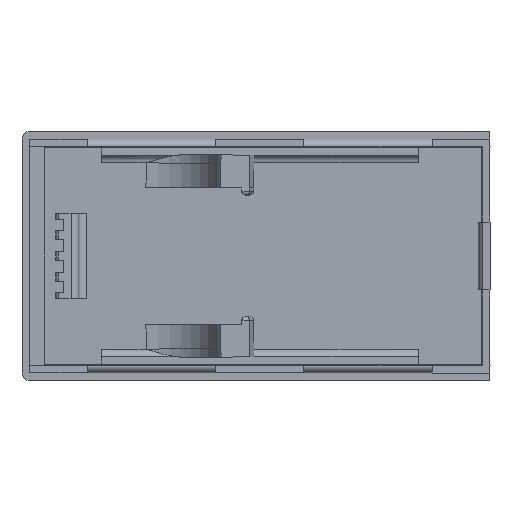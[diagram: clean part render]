
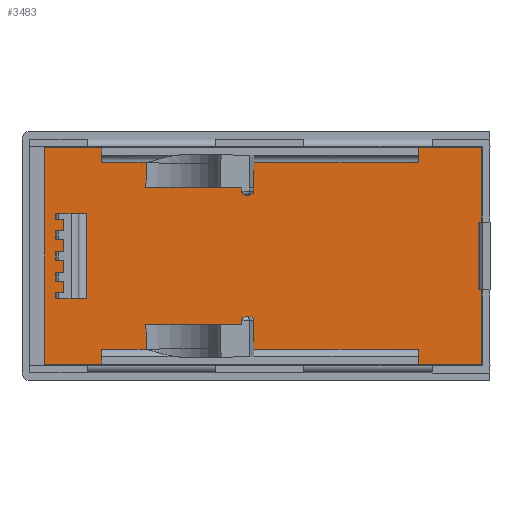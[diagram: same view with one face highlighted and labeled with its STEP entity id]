
A CAD part, front view. The second image highlights one B-rep face of the part: STEP entity #3483.
In plain terms, the highlighted planar face has unit normal (0, -1, 0).
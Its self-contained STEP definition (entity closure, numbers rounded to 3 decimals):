
#49=FACE_BOUND('',#507,.T.);
#159=PLANE('',#3738);
#320=FACE_OUTER_BOUND('',#506,.T.);
#506=EDGE_LOOP('',(#3013,#3014,#3015,#3016,#3017,#3018,#3019,#3020,#3021,
#3022,#3023,#3024,#3025,#3026,#3027,#3028,#3029,#3030,#3031,#3032));
#507=EDGE_LOOP('',(#3033,#3034,#3035,#3036));
#877=LINE('',#5473,#1306);
#900=LINE('',#5522,#1329);
#902=LINE('',#5532,#1331);
#904=LINE('',#5548,#1333);
#907=LINE('',#5562,#1336);
#908=LINE('',#5566,#1337);
#909=LINE('',#5568,#1338);
#910=LINE('',#5570,#1339);
#911=LINE('',#5572,#1340);
#912=LINE('',#5574,#1341);
#913=LINE('',#5575,#1342);
#914=LINE('',#5576,#1343);
#915=LINE('',#5578,#1344);
#916=LINE('',#5580,#1345);
#917=LINE('',#5582,#1346);
#918=LINE('',#5584,#1347);
#919=LINE('',#5586,#1348);
#920=LINE('',#5588,#1349);
#921=LINE('',#5589,#1350);
#922=LINE('',#5590,#1351);
#923=LINE('',#5593,#1352);
#924=LINE('',#5595,#1353);
#925=LINE('',#5597,#1354);
#926=LINE('',#5598,#1355);
#1306=VECTOR('',#4446,10.);
#1329=VECTOR('',#4483,10.);
#1331=VECTOR('',#4493,30.);
#1333=VECTOR('',#4503,30.);
#1336=VECTOR('',#4512,10.);
#1337=VECTOR('',#4517,10.);
#1338=VECTOR('',#4518,10.);
#1339=VECTOR('',#4519,10.);
#1340=VECTOR('',#4520,10.);
#1341=VECTOR('',#4521,10.);
#1342=VECTOR('',#4522,10.);
#1343=VECTOR('',#4523,10.);
#1344=VECTOR('',#4524,10.);
#1345=VECTOR('',#4525,10.);
#1346=VECTOR('',#4526,10.);
#1347=VECTOR('',#4527,10.);
#1348=VECTOR('',#4528,10.);
#1349=VECTOR('',#4529,10.);
#1350=VECTOR('',#4530,10.);
#1351=VECTOR('',#4531,10.);
#1352=VECTOR('',#4532,10.);
#1353=VECTOR('',#4533,10.);
#1354=VECTOR('',#4534,10.);
#1355=VECTOR('',#4535,10.);
#1712=VERTEX_POINT('',#5470);
#1713=VERTEX_POINT('',#5472);
#1731=VERTEX_POINT('',#5519);
#1732=VERTEX_POINT('',#5521);
#1733=VERTEX_POINT('',#5525);
#1736=VERTEX_POINT('',#5530);
#1738=VERTEX_POINT('',#5544);
#1740=VERTEX_POINT('',#5547);
#1742=VERTEX_POINT('',#5561);
#1743=VERTEX_POINT('',#5565);
#1744=VERTEX_POINT('',#5567);
#1745=VERTEX_POINT('',#5569);
#1746=VERTEX_POINT('',#5571);
#1747=VERTEX_POINT('',#5573);
#1748=VERTEX_POINT('',#5577);
#1749=VERTEX_POINT('',#5579);
#1750=VERTEX_POINT('',#5581);
#1751=VERTEX_POINT('',#5583);
#1752=VERTEX_POINT('',#5585);
#1753=VERTEX_POINT('',#5587);
#1754=VERTEX_POINT('',#5591);
#1755=VERTEX_POINT('',#5592);
#1756=VERTEX_POINT('',#5594);
#1757=VERTEX_POINT('',#5596);
#2151=EDGE_CURVE('',#1713,#1712,#877,.T.);
#2175=EDGE_CURVE('',#1732,#1731,#900,.T.);
#2180=EDGE_CURVE('',#1736,#1733,#902,.T.);
#2185=EDGE_CURVE('',#1738,#1740,#904,.T.);
#2190=EDGE_CURVE('',#1740,#1742,#907,.T.);
#2192=EDGE_CURVE('',#1743,#1736,#908,.T.);
#2193=EDGE_CURVE('',#1743,#1744,#909,.T.);
#2194=EDGE_CURVE('',#1745,#1744,#910,.T.);
#2195=EDGE_CURVE('',#1746,#1745,#911,.T.);
#2196=EDGE_CURVE('',#1747,#1746,#912,.T.);
#2197=EDGE_CURVE('',#1747,#1742,#913,.T.);
#2198=EDGE_CURVE('',#1738,#1713,#914,.T.);
#2199=EDGE_CURVE('',#1748,#1712,#915,.T.);
#2200=EDGE_CURVE('',#1748,#1749,#916,.T.);
#2201=EDGE_CURVE('',#1750,#1749,#917,.T.);
#2202=EDGE_CURVE('',#1751,#1750,#918,.T.);
#2203=EDGE_CURVE('',#1752,#1751,#919,.T.);
#2204=EDGE_CURVE('',#1752,#1753,#920,.T.);
#2205=EDGE_CURVE('',#1732,#1753,#921,.T.);
#2206=EDGE_CURVE('',#1731,#1733,#922,.T.);
#2207=EDGE_CURVE('',#1754,#1755,#923,.T.);
#2208=EDGE_CURVE('',#1755,#1756,#924,.T.);
#2209=EDGE_CURVE('',#1757,#1756,#925,.T.);
#2210=EDGE_CURVE('',#1757,#1754,#926,.T.);
#3013=ORIENTED_EDGE('',*,*,#2180,.F.);
#3014=ORIENTED_EDGE('',*,*,#2192,.F.);
#3015=ORIENTED_EDGE('',*,*,#2193,.T.);
#3016=ORIENTED_EDGE('',*,*,#2194,.F.);
#3017=ORIENTED_EDGE('',*,*,#2195,.F.);
#3018=ORIENTED_EDGE('',*,*,#2196,.F.);
#3019=ORIENTED_EDGE('',*,*,#2197,.T.);
#3020=ORIENTED_EDGE('',*,*,#2190,.F.);
#3021=ORIENTED_EDGE('',*,*,#2185,.F.);
#3022=ORIENTED_EDGE('',*,*,#2198,.T.);
#3023=ORIENTED_EDGE('',*,*,#2151,.T.);
#3024=ORIENTED_EDGE('',*,*,#2199,.F.);
#3025=ORIENTED_EDGE('',*,*,#2200,.T.);
#3026=ORIENTED_EDGE('',*,*,#2201,.F.);
#3027=ORIENTED_EDGE('',*,*,#2202,.F.);
#3028=ORIENTED_EDGE('',*,*,#2203,.F.);
#3029=ORIENTED_EDGE('',*,*,#2204,.T.);
#3030=ORIENTED_EDGE('',*,*,#2205,.F.);
#3031=ORIENTED_EDGE('',*,*,#2175,.T.);
#3032=ORIENTED_EDGE('',*,*,#2206,.T.);
#3033=ORIENTED_EDGE('',*,*,#2207,.T.);
#3034=ORIENTED_EDGE('',*,*,#2208,.T.);
#3035=ORIENTED_EDGE('',*,*,#2209,.F.);
#3036=ORIENTED_EDGE('',*,*,#2210,.T.);
#3483=ADVANCED_FACE('',(#320,#49),#159,.T.);
#3738=AXIS2_PLACEMENT_3D('',#5564,#4515,#4516);
#4446=DIRECTION('',(0.008,0.,-1.));
#4483=DIRECTION('',(-0.008,0.,-1.));
#4493=DIRECTION('',(-0.008,0.,-1.));
#4503=DIRECTION('',(0.008,0.,-1.));
#4512=DIRECTION('',(-1.,0.,0.));
#4515=DIRECTION('center_axis',(0.,-1.,0.));
#4516=DIRECTION('ref_axis',(1.,0.,0.));
#4517=DIRECTION('',(1.,0.,0.));
#4518=DIRECTION('',(0.,0.,1.));
#4519=DIRECTION('',(1.,0.,0.));
#4520=DIRECTION('',(0.,0.,1.));
#4521=DIRECTION('',(-1.,0.,0.));
#4522=DIRECTION('',(0.,0.,1.));
#4523=DIRECTION('',(1.,0.,0.008));
#4524=DIRECTION('',(-1.,0.,0.));
#4525=DIRECTION('',(0.,0.,-1.));
#4526=DIRECTION('',(-1.,0.,0.));
#4527=DIRECTION('',(0.,0.,-1.));
#4528=DIRECTION('',(1.,0.,0.));
#4529=DIRECTION('',(0.,0.,-1.));
#4530=DIRECTION('',(1.,0.,0.));
#4531=DIRECTION('',(-1.,0.,0.008));
#4532=DIRECTION('',(0.,0.,1.));
#4533=DIRECTION('',(1.,0.,0.));
#4534=DIRECTION('',(0.,0.,1.));
#4535=DIRECTION('',(-1.,0.,0.));
#5470=CARTESIAN_POINT('',(82.578,-3.,3.));
#5472=CARTESIAN_POINT('',(82.5,-3.,12.924));
#5473=CARTESIAN_POINT('',(82.405,-3.,24.951));
#5519=CARTESIAN_POINT('',(82.5,-3.,67.076));
#5521=CARTESIAN_POINT('',(82.578,-3.,77.));
#5522=CARTESIAN_POINT('',(82.405,-3.,55.049));
#5525=CARTESIAN_POINT('',(39.769,-3.,67.413));
#5530=CARTESIAN_POINT('',(39.845,-3.,77.));
#5532=CARTESIAN_POINT('',(39.793,-3.,70.413));
#5544=CARTESIAN_POINT('',(39.769,-3.,12.587));
#5547=CARTESIAN_POINT('',(39.845,-3.,3.));
#5548=CARTESIAN_POINT('',(39.769,-3.,12.587));
#5561=CARTESIAN_POINT('',(22.,-3.,3.));
#5562=CARTESIAN_POINT('',(116.5,-3.,3.));
#5564=CARTESIAN_POINT('Origin',(85.,-3.,40.));
#5565=CARTESIAN_POINT('',(22.,-3.,77.));
#5566=CARTESIAN_POINT('',(53.5,-3.,77.));
#5567=CARTESIAN_POINT('',(22.,-3.,83.));
#5568=CARTESIAN_POINT('',(22.,-3.,61.5));
#5569=CARTESIAN_POINT('',(-3.,-3.,83.));
#5570=CARTESIAN_POINT('',(-3.,-3.,83.));
#5571=CARTESIAN_POINT('',(-3.,-3.,-3.));
#5572=CARTESIAN_POINT('',(-3.,-3.,-3.));
#5573=CARTESIAN_POINT('',(22.,-3.,-3.));
#5574=CARTESIAN_POINT('',(173.,-3.,-3.));
#5575=CARTESIAN_POINT('',(22.,-3.,20.));
#5576=CARTESIAN_POINT('',(82.357,-3.,12.922));
#5577=CARTESIAN_POINT('',(148.,-3.,3.));
#5578=CARTESIAN_POINT('',(116.5,-3.,3.));
#5579=CARTESIAN_POINT('',(148.,-3.,-3.));
#5580=CARTESIAN_POINT('',(148.,-3.,18.5));
#5581=CARTESIAN_POINT('',(173.,-3.,-3.));
#5582=CARTESIAN_POINT('',(173.,-3.,-3.));
#5583=CARTESIAN_POINT('',(173.,-3.,83.));
#5584=CARTESIAN_POINT('',(173.,-3.,83.));
#5585=CARTESIAN_POINT('',(148.,-3.,83.));
#5586=CARTESIAN_POINT('',(-3.,-3.,83.));
#5587=CARTESIAN_POINT('',(148.,-3.,77.));
#5588=CARTESIAN_POINT('',(148.,-3.,60.));
#5589=CARTESIAN_POINT('',(53.5,-3.,77.));
#5590=CARTESIAN_POINT('',(77.357,-3.,67.117));
#5591=CARTESIAN_POINT('',(7.,-3.,23.));
#5592=CARTESIAN_POINT('',(7.,-3.,57.));
#5593=CARTESIAN_POINT('',(7.,-3.,32.));
#5594=CARTESIAN_POINT('',(16.,-3.,57.));
#5595=CARTESIAN_POINT('',(49.,-3.,57.));
#5596=CARTESIAN_POINT('',(16.,-3.,23.));
#5597=CARTESIAN_POINT('',(16.,-3.,24.));
#5598=CARTESIAN_POINT('',(46.,-3.,23.));
